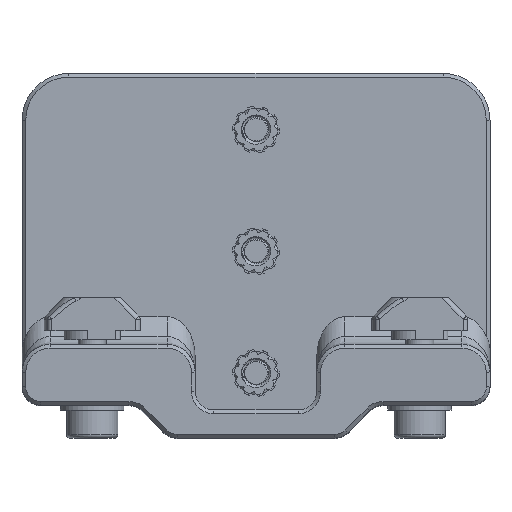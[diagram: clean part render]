
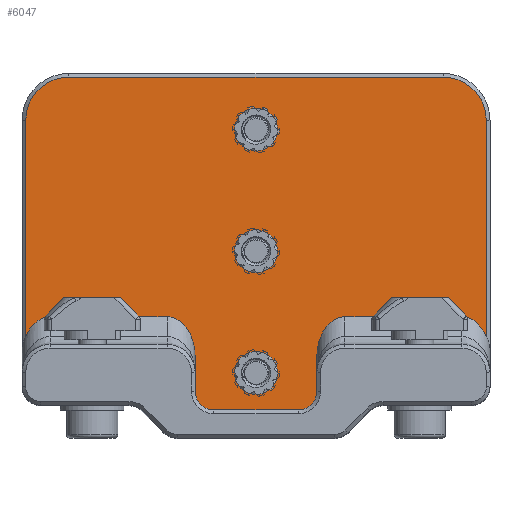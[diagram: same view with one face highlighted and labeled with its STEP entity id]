
A CAD part, top view. The second image highlights one B-rep face of the part: STEP entity #6047.
In plain terms, the highlighted planar face has unit normal (0, 0, 1).
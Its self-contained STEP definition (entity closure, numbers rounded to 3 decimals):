
#462=ELLIPSE('',#6496,4.243,3.);
#463=ELLIPSE('',#6497,4.243,3.);
#464=ELLIPSE('',#6500,4.243,3.);
#465=ELLIPSE('',#6501,4.243,3.);
#478=LINE('',#8735,#985);
#479=LINE('',#8740,#986);
#480=LINE('',#8744,#987);
#481=LINE('',#8748,#988);
#482=LINE('',#8752,#989);
#483=LINE('',#8756,#990);
#484=LINE('',#8760,#991);
#485=LINE('',#8764,#992);
#985=VECTOR('',#7076,1000.);
#986=VECTOR('',#7079,1000.);
#987=VECTOR('',#7082,1000.);
#988=VECTOR('',#7085,1000.);
#989=VECTOR('',#7088,1000.);
#990=VECTOR('',#7091,1000.);
#991=VECTOR('',#7094,1000.);
#992=VECTOR('',#7097,1000.);
#1492=ORIENTED_EDGE('',*,*,#3314,.T.);
#1493=ORIENTED_EDGE('',*,*,#3315,.T.);
#1494=ORIENTED_EDGE('',*,*,#3316,.T.);
#1495=ORIENTED_EDGE('',*,*,#3317,.F.);
#1496=ORIENTED_EDGE('',*,*,#3318,.T.);
#1497=ORIENTED_EDGE('',*,*,#3319,.T.);
#1498=ORIENTED_EDGE('',*,*,#3320,.T.);
#1499=ORIENTED_EDGE('',*,*,#3321,.F.);
#1500=ORIENTED_EDGE('',*,*,#3322,.T.);
#1501=ORIENTED_EDGE('',*,*,#3323,.T.);
#1502=ORIENTED_EDGE('',*,*,#3324,.T.);
#1503=ORIENTED_EDGE('',*,*,#3325,.T.);
#1504=ORIENTED_EDGE('',*,*,#3326,.T.);
#1505=ORIENTED_EDGE('',*,*,#3327,.T.);
#1506=ORIENTED_EDGE('',*,*,#3328,.T.);
#1507=ORIENTED_EDGE('',*,*,#3329,.T.);
#1508=ORIENTED_EDGE('',*,*,#3330,.T.);
#1509=ORIENTED_EDGE('',*,*,#3331,.T.);
#1510=ORIENTED_EDGE('',*,*,#3332,.T.);
#3314=EDGE_CURVE('',#4225,#4225,#4810,.T.);
#3315=EDGE_CURVE('',#4226,#4226,#4811,.T.);
#3316=EDGE_CURVE('',#4227,#4227,#4812,.T.);
#3317=EDGE_CURVE('',#4228,#4229,#478,.T.);
#3318=EDGE_CURVE('',#4228,#4230,#4813,.T.);
#3319=EDGE_CURVE('',#4230,#4231,#479,.T.);
#3320=EDGE_CURVE('',#4231,#4232,#4814,.T.);
#3321=EDGE_CURVE('',#4233,#4232,#480,.T.);
#3322=EDGE_CURVE('',#4233,#4234,#462,.F.);
#3323=EDGE_CURVE('',#4234,#4235,#481,.T.);
#3324=EDGE_CURVE('',#4235,#4236,#463,.F.);
#3325=EDGE_CURVE('',#4236,#4237,#482,.T.);
#3326=EDGE_CURVE('',#4237,#4238,#4815,.T.);
#3327=EDGE_CURVE('',#4238,#4239,#483,.T.);
#3328=EDGE_CURVE('',#4239,#4240,#4816,.T.);
#3329=EDGE_CURVE('',#4240,#4241,#484,.T.);
#3330=EDGE_CURVE('',#4241,#4242,#464,.F.);
#3331=EDGE_CURVE('',#4242,#4243,#485,.T.);
#3332=EDGE_CURVE('',#4243,#4229,#465,.F.);
#4225=VERTEX_POINT('',#8730);
#4226=VERTEX_POINT('',#8732);
#4227=VERTEX_POINT('',#8734);
#4228=VERTEX_POINT('',#8736);
#4229=VERTEX_POINT('',#8737);
#4230=VERTEX_POINT('',#8739);
#4231=VERTEX_POINT('',#8741);
#4232=VERTEX_POINT('',#8743);
#4233=VERTEX_POINT('',#8745);
#4234=VERTEX_POINT('',#8747);
#4235=VERTEX_POINT('',#8749);
#4236=VERTEX_POINT('',#8751);
#4237=VERTEX_POINT('',#8753);
#4238=VERTEX_POINT('',#8755);
#4239=VERTEX_POINT('',#8757);
#4240=VERTEX_POINT('',#8759);
#4241=VERTEX_POINT('',#8761);
#4242=VERTEX_POINT('',#8763);
#4243=VERTEX_POINT('',#8765);
#4810=CIRCLE('',#6491,2.3);
#4811=CIRCLE('',#6492,2.3);
#4812=CIRCLE('',#6493,2.3);
#4813=CIRCLE('',#6494,2.);
#4814=CIRCLE('',#6495,2.);
#4815=CIRCLE('',#6498,4.6);
#4816=CIRCLE('',#6499,4.6);
#5034=EDGE_LOOP('',(#1492));
#5035=EDGE_LOOP('',(#1493));
#5036=EDGE_LOOP('',(#1494));
#5037=EDGE_LOOP('',(#1495,#1496,#1497,#1498,#1499,#1500,#1501,#1502,#1503,
#1504,#1505,#1506,#1507,#1508,#1509,#1510));
#5455=FACE_BOUND('',#5034,.T.);
#5456=FACE_BOUND('',#5035,.T.);
#5457=FACE_BOUND('',#5036,.T.);
#5458=FACE_BOUND('',#5037,.T.);
#5877=PLANE('',#6490);
#6047=ADVANCED_FACE('',(#5455,#5456,#5457,#5458),#5877,.T.);
#6490=AXIS2_PLACEMENT_3D('',#8728,#7068,#7069);
#6491=AXIS2_PLACEMENT_3D('',#8729,#7070,#7071);
#6492=AXIS2_PLACEMENT_3D('',#8731,#7072,#7073);
#6493=AXIS2_PLACEMENT_3D('',#8733,#7074,#7075);
#6494=AXIS2_PLACEMENT_3D('',#8738,#7077,#7078);
#6495=AXIS2_PLACEMENT_3D('',#8742,#7080,#7081);
#6496=AXIS2_PLACEMENT_3D('',#8746,#7083,#7084);
#6497=AXIS2_PLACEMENT_3D('',#8750,#7086,#7087);
#6498=AXIS2_PLACEMENT_3D('',#8754,#7089,#7090);
#6499=AXIS2_PLACEMENT_3D('',#8758,#7092,#7093);
#6500=AXIS2_PLACEMENT_3D('',#8762,#7095,#7096);
#6501=AXIS2_PLACEMENT_3D('',#8766,#7098,#7099);
#7068=DIRECTION('',(0.,0.,1.));
#7069=DIRECTION('',(0.,-1.,0.));
#7070=DIRECTION('',(0.,0.,-1.));
#7071=DIRECTION('',(-1.,0.,0.));
#7072=DIRECTION('',(0.,0.,-1.));
#7073=DIRECTION('',(-1.,0.,0.));
#7074=DIRECTION('',(0.,0.,-1.));
#7075=DIRECTION('',(-1.,0.,0.));
#7076=DIRECTION('',(0.,1.,0.));
#7077=DIRECTION('',(0.,0.,1.));
#7078=DIRECTION('',(0.,-1.,0.));
#7079=DIRECTION('',(1.,0.,0.));
#7080=DIRECTION('',(0.,0.,1.));
#7081=DIRECTION('',(0.,-1.,0.));
#7082=DIRECTION('',(0.,-1.,0.));
#7083=DIRECTION('',(0.,0.,1.));
#7084=DIRECTION('',(0.,-1.,0.));
#7085=DIRECTION('',(1.,0.,0.));
#7086=DIRECTION('',(0.,0.,1.));
#7087=DIRECTION('',(0.,1.,0.));
#7088=DIRECTION('',(0.,1.,0.));
#7089=DIRECTION('',(0.,0.,1.));
#7090=DIRECTION('',(1.,0.,0.));
#7091=DIRECTION('',(-1.,0.,0.));
#7092=DIRECTION('',(0.,0.,1.));
#7093=DIRECTION('',(1.,0.,0.));
#7094=DIRECTION('',(0.,-1.,0.));
#7095=DIRECTION('',(0.,0.,1.));
#7096=DIRECTION('',(0.,-1.,0.));
#7097=DIRECTION('',(1.,0.,0.));
#7098=DIRECTION('',(0.,0.,1.));
#7099=DIRECTION('',(0.,1.,0.));
#8728=CARTESIAN_POINT('',(25.,10.264,6.));
#8729=CARTESIAN_POINT('',(0.,-12.736,6.));
#8730=CARTESIAN_POINT('',(-2.3,-12.736,6.));
#8731=CARTESIAN_POINT('',(0.,0.264,6.));
#8732=CARTESIAN_POINT('',(-2.3,0.264,6.));
#8733=CARTESIAN_POINT('',(0.,13.264,6.));
#8734=CARTESIAN_POINT('',(-2.3,13.264,6.));
#8735=CARTESIAN_POINT('',(-6.5,-9.736,6.));
#8736=CARTESIAN_POINT('',(-6.5,-14.736,6.));
#8737=CARTESIAN_POINT('',(-6.5,-10.979,6.));
#8738=CARTESIAN_POINT('',(-4.5,-14.736,6.));
#8739=CARTESIAN_POINT('',(-4.5,-16.736,6.));
#8740=CARTESIAN_POINT('',(6.5,-16.736,6.));
#8741=CARTESIAN_POINT('',(4.5,-16.736,6.));
#8742=CARTESIAN_POINT('',(4.5,-14.736,6.));
#8743=CARTESIAN_POINT('',(6.5,-14.736,6.));
#8744=CARTESIAN_POINT('',(6.5,-19.736,6.));
#8745=CARTESIAN_POINT('',(6.5,-10.979,6.));
#8746=CARTESIAN_POINT('',(9.5,-10.979,6.));
#8747=CARTESIAN_POINT('',(9.5,-6.736,6.));
#8748=CARTESIAN_POINT('',(25.,-6.736,6.));
#8749=CARTESIAN_POINT('',(22.,-6.736,6.));
#8750=CARTESIAN_POINT('',(22.,-10.979,6.));
#8751=CARTESIAN_POINT('',(24.6,-8.862,6.));
#8752=CARTESIAN_POINT('',(24.6,11.264,6.));
#8753=CARTESIAN_POINT('',(24.6,14.264,6.));
#8754=CARTESIAN_POINT('',(20.,14.264,6.));
#8755=CARTESIAN_POINT('',(20.,18.864,6.));
#8756=CARTESIAN_POINT('',(25.,18.864,6.));
#8757=CARTESIAN_POINT('',(-20.,18.864,6.));
#8758=CARTESIAN_POINT('',(-20.,14.264,6.));
#8759=CARTESIAN_POINT('',(-24.6,14.264,6.));
#8760=CARTESIAN_POINT('',(-24.6,-10.979,6.));
#8761=CARTESIAN_POINT('',(-24.6,-8.862,6.));
#8762=CARTESIAN_POINT('',(-22.,-10.979,6.));
#8763=CARTESIAN_POINT('',(-22.,-6.736,6.));
#8764=CARTESIAN_POINT('',(-5.,-6.736,6.));
#8765=CARTESIAN_POINT('',(-9.5,-6.736,6.));
#8766=CARTESIAN_POINT('',(-9.5,-10.979,6.));
